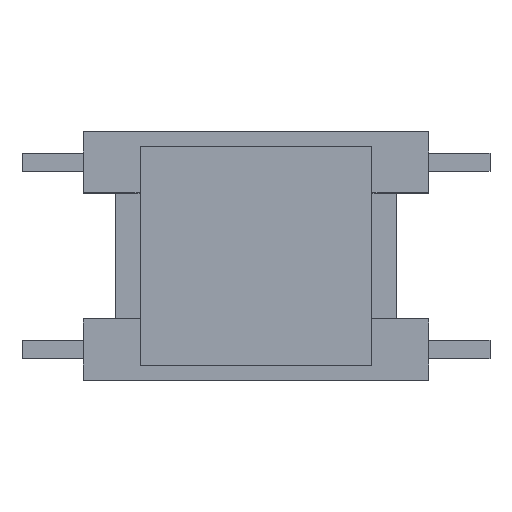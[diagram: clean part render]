
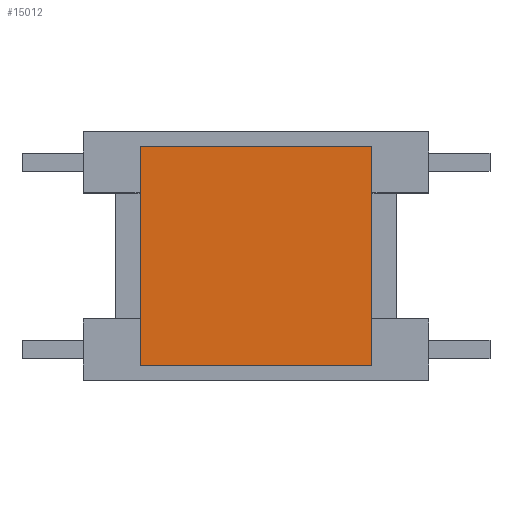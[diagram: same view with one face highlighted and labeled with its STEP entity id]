
A CAD part, top view. The second image highlights one B-rep face of the part: STEP entity #15012.
In plain terms, the highlighted planar face has unit normal (0, 0, 1).
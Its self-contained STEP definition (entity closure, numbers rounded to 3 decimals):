
#10743 = PLANE('',#10744);
#10744 = AXIS2_PLACEMENT_3D('',#10745,#10746,#10747);
#10745 = CARTESIAN_POINT('',(2.,16.54,5.));
#10746 = DIRECTION('',(1.,0.,0.));
#10747 = DIRECTION('',(0.,0.,1.));
#13921 = VERTEX_POINT('',#13922);
#13922 = CARTESIAN_POINT('',(2.,-1.3,3.));
#13936 = PLANE('',#13937);
#13937 = AXIS2_PLACEMENT_3D('',#13938,#13939,#13940);
#13938 = CARTESIAN_POINT('',(20.86,-1.3,3.));
#13939 = DIRECTION('',(0.,1.,0.));
#13940 = DIRECTION('',(0.,0.,1.));
#13948 = EDGE_CURVE('',#13949,#13921,#13951,.T.);
#13949 = VERTEX_POINT('',#13950);
#13950 = CARTESIAN_POINT('',(2.,16.54,3.));
#13951 = SURFACE_CURVE('',#13952,(#13956,#13963),.PCURVE_S1.);
#13952 = LINE('',#13953,#13954);
#13953 = CARTESIAN_POINT('',(2.,16.54,3.));
#13954 = VECTOR('',#13955,1.);
#13955 = DIRECTION('',(0.,-1.,0.));
#13956 = PCURVE('',#10743,#13957);
#13957 = DEFINITIONAL_REPRESENTATION('',(#13958),#13962);
#13958 = LINE('',#13959,#13960);
#13959 = CARTESIAN_POINT('',(-2.,0.));
#13960 = VECTOR('',#13961,1.);
#13961 = DIRECTION('',(0.,1.));
#13962 = ( GEOMETRIC_REPRESENTATION_CONTEXT(2) 
PARAMETRIC_REPRESENTATION_CONTEXT() REPRESENTATION_CONTEXT('2D SPACE',''
  ) );
#13963 = PCURVE('',#13964,#13969);
#13964 = PLANE('',#13965);
#13965 = AXIS2_PLACEMENT_3D('',#13966,#13967,#13968);
#13966 = CARTESIAN_POINT('',(20.86,16.54,3.));
#13967 = DIRECTION('',(0.,0.,1.));
#13968 = DIRECTION('',(1.,0.,0.));
#13969 = DEFINITIONAL_REPRESENTATION('',(#13970),#13974);
#13970 = LINE('',#13971,#13972);
#13971 = CARTESIAN_POINT('',(-18.86,0.));
#13972 = VECTOR('',#13973,1.);
#13973 = DIRECTION('',(0.,-1.));
#13974 = ( GEOMETRIC_REPRESENTATION_CONTEXT(2) 
PARAMETRIC_REPRESENTATION_CONTEXT() REPRESENTATION_CONTEXT('2D SPACE',''
  ) );
#13990 = PLANE('',#13991);
#13991 = AXIS2_PLACEMENT_3D('',#13992,#13993,#13994);
#13992 = CARTESIAN_POINT('',(2.,16.54,3.));
#13993 = DIRECTION('',(0.,-1.,0.));
#13994 = DIRECTION('',(0.,0.,-1.));
#14045 = PLANE('',#14046);
#14046 = AXIS2_PLACEMENT_3D('',#14047,#14048,#14049);
#14047 = CARTESIAN_POINT('',(20.86,-1.3,5.));
#14048 = DIRECTION('',(-1.,0.,0.));
#14049 = DIRECTION('',(0.,0.,-1.));
#14175 = VERTEX_POINT('',#14176);
#14176 = CARTESIAN_POINT('',(20.86,16.54,3.));
#14197 = EDGE_CURVE('',#14198,#14175,#14200,.T.);
#14198 = VERTEX_POINT('',#14199);
#14199 = CARTESIAN_POINT('',(20.86,-1.3,3.));
#14200 = SURFACE_CURVE('',#14201,(#14205,#14212),.PCURVE_S1.);
#14201 = LINE('',#14202,#14203);
#14202 = CARTESIAN_POINT('',(20.86,-1.3,3.));
#14203 = VECTOR('',#14204,1.);
#14204 = DIRECTION('',(0.,1.,0.));
#14205 = PCURVE('',#14045,#14206);
#14206 = DEFINITIONAL_REPRESENTATION('',(#14207),#14211);
#14207 = LINE('',#14208,#14209);
#14208 = CARTESIAN_POINT('',(2.,0.));
#14209 = VECTOR('',#14210,1.);
#14210 = DIRECTION('',(0.,-1.));
#14211 = ( GEOMETRIC_REPRESENTATION_CONTEXT(2) 
PARAMETRIC_REPRESENTATION_CONTEXT() REPRESENTATION_CONTEXT('2D SPACE',''
  ) );
#14212 = PCURVE('',#13964,#14213);
#14213 = DEFINITIONAL_REPRESENTATION('',(#14214),#14218);
#14214 = LINE('',#14215,#14216);
#14215 = CARTESIAN_POINT('',(0.,-17.84));
#14216 = VECTOR('',#14217,1.);
#14217 = DIRECTION('',(0.,1.));
#14218 = ( GEOMETRIC_REPRESENTATION_CONTEXT(2) 
PARAMETRIC_REPRESENTATION_CONTEXT() REPRESENTATION_CONTEXT('2D SPACE',''
  ) );
#14969 = EDGE_CURVE('',#14198,#13921,#14970,.T.);
#14970 = SURFACE_CURVE('',#14971,(#14975,#14982),.PCURVE_S1.);
#14971 = LINE('',#14972,#14973);
#14972 = CARTESIAN_POINT('',(20.86,-1.3,3.));
#14973 = VECTOR('',#14974,1.);
#14974 = DIRECTION('',(-1.,0.,0.));
#14975 = PCURVE('',#13936,#14976);
#14976 = DEFINITIONAL_REPRESENTATION('',(#14977),#14981);
#14977 = LINE('',#14978,#14979);
#14978 = CARTESIAN_POINT('',(0.,0.));
#14979 = VECTOR('',#14980,1.);
#14980 = DIRECTION('',(0.,-1.));
#14981 = ( GEOMETRIC_REPRESENTATION_CONTEXT(2) 
PARAMETRIC_REPRESENTATION_CONTEXT() REPRESENTATION_CONTEXT('2D SPACE',''
  ) );
#14982 = PCURVE('',#13964,#14983);
#14983 = DEFINITIONAL_REPRESENTATION('',(#14984),#14988);
#14984 = LINE('',#14985,#14986);
#14985 = CARTESIAN_POINT('',(0.,-17.84));
#14986 = VECTOR('',#14987,1.);
#14987 = DIRECTION('',(-1.,0.));
#14988 = ( GEOMETRIC_REPRESENTATION_CONTEXT(2) 
PARAMETRIC_REPRESENTATION_CONTEXT() REPRESENTATION_CONTEXT('2D SPACE',''
  ) );
#15012 = ADVANCED_FACE('',(#15013),#13964,.T.);
#15013 = FACE_BOUND('',#15014,.T.);
#15014 = EDGE_LOOP('',(#15015,#15036,#15037,#15038));
#15015 = ORIENTED_EDGE('',*,*,#15016,.F.);
#15016 = EDGE_CURVE('',#13949,#14175,#15017,.T.);
#15017 = SURFACE_CURVE('',#15018,(#15022,#15029),.PCURVE_S1.);
#15018 = LINE('',#15019,#15020);
#15019 = CARTESIAN_POINT('',(2.,16.54,3.));
#15020 = VECTOR('',#15021,1.);
#15021 = DIRECTION('',(1.,0.,0.));
#15022 = PCURVE('',#13964,#15023);
#15023 = DEFINITIONAL_REPRESENTATION('',(#15024),#15028);
#15024 = LINE('',#15025,#15026);
#15025 = CARTESIAN_POINT('',(-18.86,0.));
#15026 = VECTOR('',#15027,1.);
#15027 = DIRECTION('',(1.,0.));
#15028 = ( GEOMETRIC_REPRESENTATION_CONTEXT(2) 
PARAMETRIC_REPRESENTATION_CONTEXT() REPRESENTATION_CONTEXT('2D SPACE',''
  ) );
#15029 = PCURVE('',#13990,#15030);
#15030 = DEFINITIONAL_REPRESENTATION('',(#15031),#15035);
#15031 = LINE('',#15032,#15033);
#15032 = CARTESIAN_POINT('',(0.,0.));
#15033 = VECTOR('',#15034,1.);
#15034 = DIRECTION('',(0.,1.));
#15035 = ( GEOMETRIC_REPRESENTATION_CONTEXT(2) 
PARAMETRIC_REPRESENTATION_CONTEXT() REPRESENTATION_CONTEXT('2D SPACE',''
  ) );
#15036 = ORIENTED_EDGE('',*,*,#13948,.T.);
#15037 = ORIENTED_EDGE('',*,*,#14969,.F.);
#15038 = ORIENTED_EDGE('',*,*,#14197,.T.);
